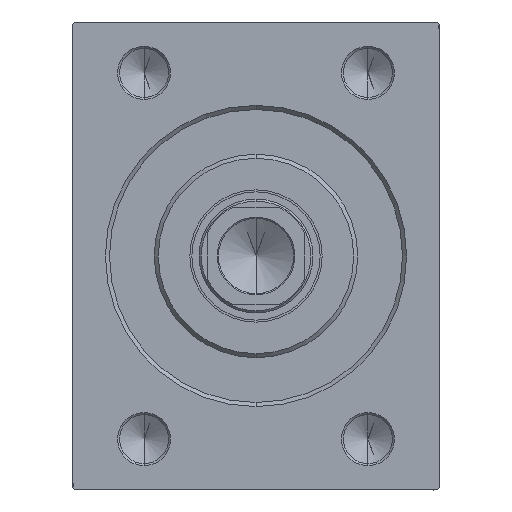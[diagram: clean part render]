
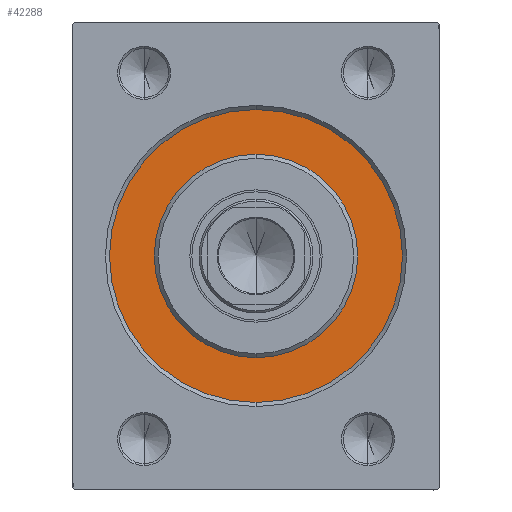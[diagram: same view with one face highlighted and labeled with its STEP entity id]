
A CAD part, left-side view. The second image highlights one B-rep face of the part: STEP entity #42288.
In plain terms, the highlighted face is planar.
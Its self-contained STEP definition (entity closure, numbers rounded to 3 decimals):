
#1195 = CARTESIAN_POINT ( 'NONE',  ( 0., 0., 0. ) ) ;
#3547 = ORIENTED_EDGE ( 'NONE', *, *, #12636, .F. ) ;
#4025 = DIRECTION ( 'NONE',  ( 0., 0., -1. ) ) ;
#4341 = EDGE_CURVE ( 'NONE', #20026, #8352, #17455, .T. ) ;
#4527 = AXIS2_PLACEMENT_3D ( 'NONE', #1195, #39083, #39536 ) ;
#5579 = CARTESIAN_POINT ( 'NONE',  ( 0., 0., 0. ) ) ;
#6170 = DIRECTION ( 'NONE',  ( -1., 0., 0. ) ) ;
#8352 = VERTEX_POINT ( 'NONE', #26347 ) ;
#9010 = AXIS2_PLACEMENT_3D ( 'NONE', #5579, #29621, #19398 ) ;
#10354 = CIRCLE ( 'NONE', #32107, 25. ) ;
#10593 = DIRECTION ( 'NONE',  ( 1., 0., 0. ) ) ;
#11958 = CIRCLE ( 'NONE', #21357, 25. ) ;
#12099 = EDGE_LOOP ( 'NONE', ( #34550, #3547 ) ) ;
#12636 = EDGE_CURVE ( 'NONE', #27610, #34257, #10354, .T. ) ;
#14695 = CARTESIAN_POINT ( 'NONE',  ( 0., 0., 0. ) ) ;
#16358 = FACE_OUTER_BOUND ( 'NONE', #29979, .T. ) ;
#16738 = EDGE_CURVE ( 'NONE', #8352, #20026, #39450, .T. ) ;
#16774 = ORIENTED_EDGE ( 'NONE', *, *, #4341, .F. ) ;
#17055 = EDGE_CURVE ( 'NONE', #34257, #27610, #11958, .T. ) ;
#17455 = CIRCLE ( 'NONE', #4527, 36. ) ;
#19398 = DIRECTION ( 'NONE',  ( 0., 0., 1. ) ) ;
#19985 = DIRECTION ( 'NONE',  ( 0., 0., 1. ) ) ;
#20026 = VERTEX_POINT ( 'NONE', #37910 ) ;
#21357 = AXIS2_PLACEMENT_3D ( 'NONE', #14695, #24911, #38992 ) ;
#23611 = FACE_BOUND ( 'NONE', #12099, .T. ) ;
#24911 = DIRECTION ( 'NONE',  ( 1., 0., 0. ) ) ;
#26347 = CARTESIAN_POINT ( 'NONE',  ( 0., 0., -36. ) ) ;
#27610 = VERTEX_POINT ( 'NONE', #37429 ) ;
#28309 = ORIENTED_EDGE ( 'NONE', *, *, #16738, .F. ) ;
#29621 = DIRECTION ( 'NONE',  ( -1., 0., 0. ) ) ;
#29979 = EDGE_LOOP ( 'NONE', ( #28309, #16774 ) ) ;
#30556 = CARTESIAN_POINT ( 'NONE',  ( 0., 0., 25. ) ) ;
#32107 = AXIS2_PLACEMENT_3D ( 'NONE', #35791, #10593, #4025 ) ;
#32667 = AXIS2_PLACEMENT_3D ( 'NONE', #37248, #6170, #19985 ) ;
#34257 = VERTEX_POINT ( 'NONE', #30556 ) ;
#34550 = ORIENTED_EDGE ( 'NONE', *, *, #17055, .F. ) ;
#35791 = CARTESIAN_POINT ( 'NONE',  ( 0., 0., 0. ) ) ;
#37248 = CARTESIAN_POINT ( 'NONE',  ( 0., 0., 0. ) ) ;
#37429 = CARTESIAN_POINT ( 'NONE',  ( 0., 0., -25. ) ) ;
#37910 = CARTESIAN_POINT ( 'NONE',  ( 0., 0., 36. ) ) ;
#38992 = DIRECTION ( 'NONE',  ( 0., 0., -1. ) ) ;
#39083 = DIRECTION ( 'NONE',  ( -1., 0., 0. ) ) ;
#39450 = CIRCLE ( 'NONE', #9010, 36. ) ;
#39536 = DIRECTION ( 'NONE',  ( 0., 0., 1. ) ) ;
#42288 = ADVANCED_FACE ( 'NONE', ( #23611, #16358 ), #44047, .F. ) ;
#44047 = PLANE ( 'NONE',  #32667 ) ;
